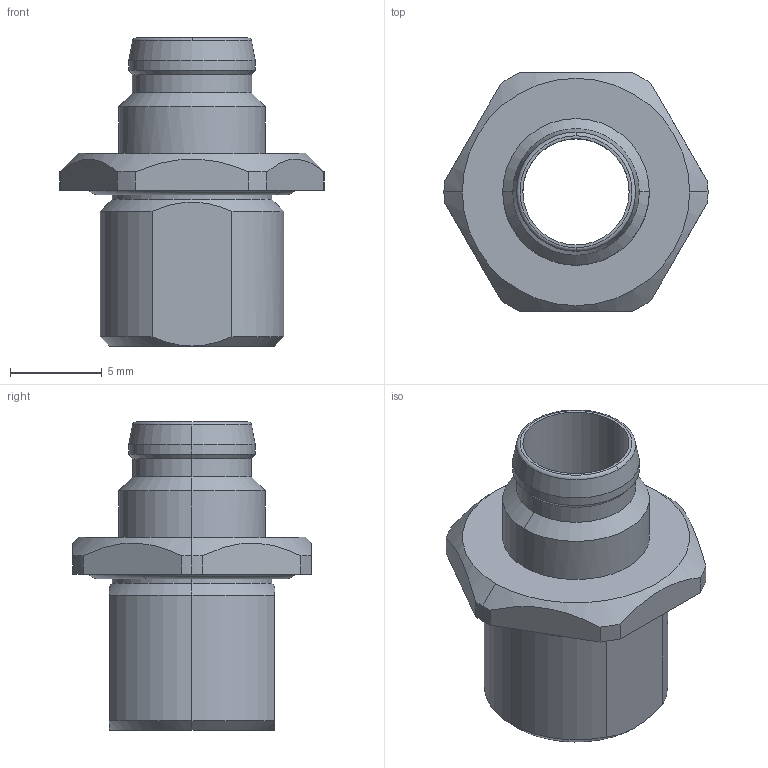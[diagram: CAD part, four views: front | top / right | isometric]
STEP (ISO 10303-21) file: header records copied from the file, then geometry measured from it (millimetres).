
FILE_DESCRIPTION(('CATIA V5R24 STEP','CAx-IF Rec.Pracs.--- Model Styling and Organization---1.2---2011-12-15'),'2;1');
FILE_NAME ('D1461968_0_2424530000_2424530000.stp','2017-08-29T12:25:20+00:00',('none'),('Weidmueller'),'CATIA Version 5-6 Release 2014 SP4 HF52','CATIA V5 STEP AP214','none');
FILE_SCHEMA(('AUTOMOTIVE_DESIGN { 1 0 10303 214 1 1 1 1 }'));
Length unit declared in the file: millimetre
Products named in the file (1): 2424530000
Bounding box: 14.4 x 13 x 16.8 mm (x, y, z)
Volume: 644.6 mm3; surface area: 1286.6 mm2
Topology: 3 solids, 3 shells, 76 faces, 177 edges, 109 vertices
Faces by surface type: cylinder 32, cone 18, plane 16, torus 10
Entity records: 2298 total; most frequent: CARTESIAN_POINT 688, ORIENTED_EDGE 354, DIRECTION 254, EDGE_CURVE 177, AXIS2_PLACEMENT_3D 133, VERTEX_POINT 109, EDGE_LOOP 84, CIRCLE 77
